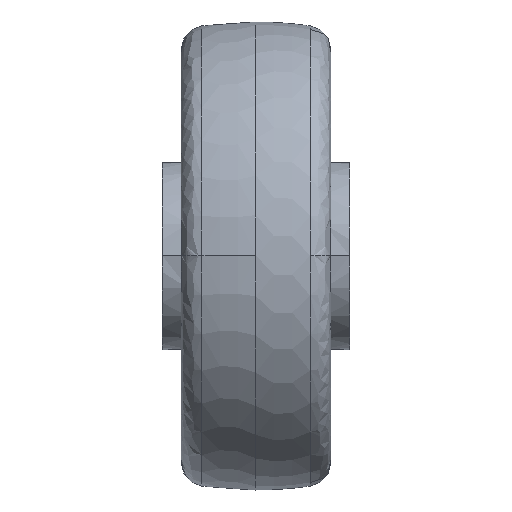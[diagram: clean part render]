
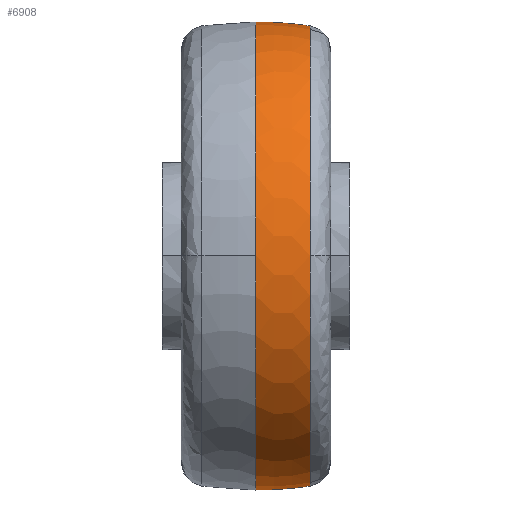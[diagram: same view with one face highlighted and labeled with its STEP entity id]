
A CAD part, top view. The second image highlights one B-rep face of the part: STEP entity #6908.
In plain terms, the highlighted toroidal (fillet/blend) face has major radius 32.499 mm and minor radius 95 mm.
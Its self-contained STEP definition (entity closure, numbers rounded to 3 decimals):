
#17 = DIRECTION ( 'NONE',  ( 0., -1., 0. ) ) ;
#143 = ORIENTED_EDGE ( 'NONE', *, *, #4882, .F. ) ;
#164 = CARTESIAN_POINT ( 'NONE',  ( 0., 0., 0. ) ) ;
#169 = EDGE_CURVE ( 'NONE', #2129, #521, #4678, .T. ) ;
#236 = DIRECTION ( 'NONE',  ( -1., 0., 0. ) ) ;
#278 = DIRECTION ( 'NONE',  ( 0., 0., 1. ) ) ;
#349 = AXIS2_PLACEMENT_3D ( 'NONE', #4000, #2901, #17 ) ;
#521 = VERTEX_POINT ( 'NONE', #627 ) ;
#571 = CARTESIAN_POINT ( 'NONE',  ( 14.459, 0., 0. ) ) ;
#627 = CARTESIAN_POINT ( 'NONE',  ( 14.459, 0., 61.459 ) ) ;
#689 = AXIS2_PLACEMENT_3D ( 'NONE', #6662, #5082, #3863 ) ;
#832 = VERTEX_POINT ( 'NONE', #2191 ) ;
#915 = CIRCLE ( 'NONE', #2329, 62.5 ) ;
#1203 = CARTESIAN_POINT ( 'NONE',  ( 0., 0., 62.5 ) ) ;
#1308 = EDGE_CURVE ( 'NONE', #6712, #832, #5162, .T. ) ;
#1372 = DIRECTION ( 'NONE',  ( 0., 0., 1. ) ) ;
#1531 = CARTESIAN_POINT ( 'NONE',  ( 0.425, -32.499, 0. ) ) ;
#1734 = CIRCLE ( 'NONE', #2336, 61.459 ) ;
#1799 = DIRECTION ( 'NONE',  ( 0., 0., 1. ) ) ;
#2115 = DIRECTION ( 'NONE',  ( 0., -1., 0. ) ) ;
#2129 = VERTEX_POINT ( 'NONE', #3075 ) ;
#2191 = CARTESIAN_POINT ( 'NONE',  ( 0., 62.5, 0. ) ) ;
#2329 = AXIS2_PLACEMENT_3D ( 'NONE', #3531, #3595, #1799 ) ;
#2336 = AXIS2_PLACEMENT_3D ( 'NONE', #2427, #236, #4711 ) ;
#2412 = ORIENTED_EDGE ( 'NONE', *, *, #2544, .F. ) ;
#2427 = CARTESIAN_POINT ( 'NONE',  ( 14.459, 0., 0. ) ) ;
#2544 = EDGE_CURVE ( 'NONE', #6695, #5540, #6902, .T. ) ;
#2577 = TOROIDAL_SURFACE ( 'NONE', #349, -32.499, 95. ) ;
#2901 = DIRECTION ( 'NONE',  ( -1., 0., 0. ) ) ;
#3075 = CARTESIAN_POINT ( 'NONE',  ( 14.459, -61.459, 0. ) ) ;
#3390 = EDGE_LOOP ( 'NONE', ( #5890, #6878, #6841, #143, #2412, #4721 ) ) ;
#3428 = CARTESIAN_POINT ( 'NONE',  ( 0., -62.5, 0. ) ) ;
#3531 = CARTESIAN_POINT ( 'NONE',  ( 0., 0., 0. ) ) ;
#3595 = DIRECTION ( 'NONE',  ( -1., 0., 0. ) ) ;
#3723 = AXIS2_PLACEMENT_3D ( 'NONE', #571, #4463, #6707 ) ;
#3835 = CIRCLE ( 'NONE', #689, 95. ) ;
#3863 = DIRECTION ( 'NONE',  ( -1., 0., 0. ) ) ;
#4000 = CARTESIAN_POINT ( 'NONE',  ( 0.425, 0., 0. ) ) ;
#4305 = AXIS2_PLACEMENT_3D ( 'NONE', #164, #4568, #1372 ) ;
#4463 = DIRECTION ( 'NONE',  ( -1., 0., 0. ) ) ;
#4566 = AXIS2_PLACEMENT_3D ( 'NONE', #1531, #278, #2115 ) ;
#4568 = DIRECTION ( 'NONE',  ( -1., 0., 0. ) ) ;
#4678 = CIRCLE ( 'NONE', #3723, 61.459 ) ;
#4711 = DIRECTION ( 'NONE',  ( 0., 0., 1. ) ) ;
#4721 = ORIENTED_EDGE ( 'NONE', *, *, #4834, .F. ) ;
#4834 = EDGE_CURVE ( 'NONE', #2129, #6695, #3835, .T. ) ;
#4882 = EDGE_CURVE ( 'NONE', #5540, #832, #915, .T. ) ;
#4955 = FACE_OUTER_BOUND ( 'NONE', #3390, .T. ) ;
#5082 = DIRECTION ( 'NONE',  ( 0., 0., -1. ) ) ;
#5162 = CIRCLE ( 'NONE', #4566, 95. ) ;
#5540 = VERTEX_POINT ( 'NONE', #1203 ) ;
#5651 = CARTESIAN_POINT ( 'NONE',  ( 14.459, 61.459, 0. ) ) ;
#5890 = ORIENTED_EDGE ( 'NONE', *, *, #169, .T. ) ;
#6150 = EDGE_CURVE ( 'NONE', #521, #6712, #1734, .T. ) ;
#6662 = CARTESIAN_POINT ( 'NONE',  ( 0.425, 32.499, 0. ) ) ;
#6695 = VERTEX_POINT ( 'NONE', #3428 ) ;
#6707 = DIRECTION ( 'NONE',  ( 0., 0., 1. ) ) ;
#6712 = VERTEX_POINT ( 'NONE', #5651 ) ;
#6841 = ORIENTED_EDGE ( 'NONE', *, *, #1308, .T. ) ;
#6878 = ORIENTED_EDGE ( 'NONE', *, *, #6150, .T. ) ;
#6902 = CIRCLE ( 'NONE', #4305, 62.5 ) ;
#6908 = ADVANCED_FACE ( 'NONE', ( #4955 ), #2577, .T. ) ;
